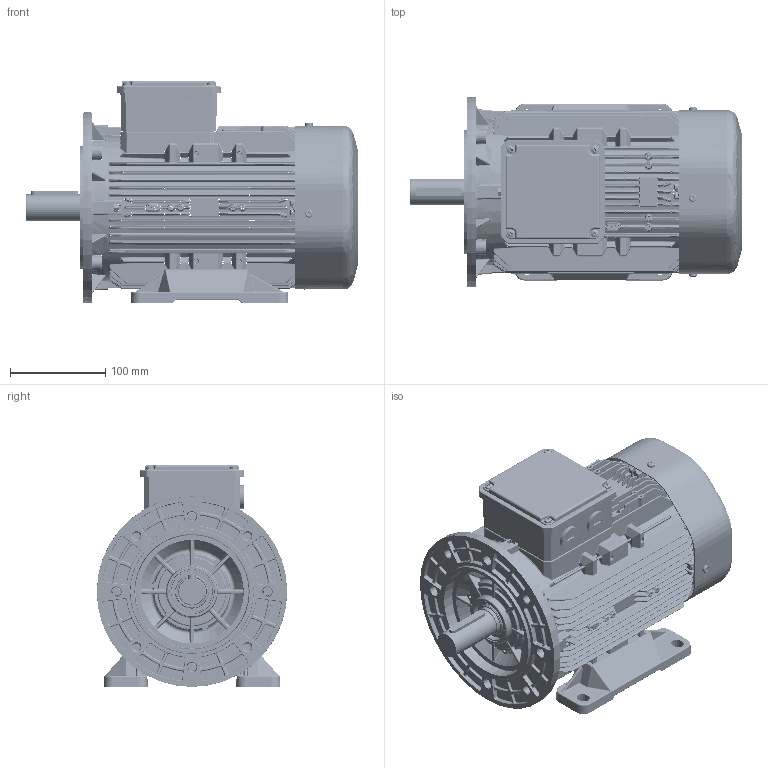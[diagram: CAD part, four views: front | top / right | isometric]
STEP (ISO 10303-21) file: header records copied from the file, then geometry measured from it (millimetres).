
FILE_DESCRIPTION(/* description */ (''),/* implementation_level */ '2;1');
FILE_NAME(/* name */ '_QHS Series_ 100_B34b_stp.stp',/* time_stamp */ '2024-07-30T12:38:31+03:00',/* author */ (''),/* organization */ (''),/* preprocessor_version */ 'ST-DEVELOPER v18.102',/* originating_system */ 'SIEMENS PLM Software NX2206.8101',/* authorisation */ '');
FILE_SCHEMA (('AUTOMOTIVE_DESIGN { 1 0 10303 214 3 1 1 1 }'));
Products named in the file (1): _QHS Series_ 100_B34b_stp_objects
Bounding box: 349.04 x 200.35 x 233.22 mm (x, y, z)
Surface area: 705660 mm2 (no closed solid volume)
Topology: 0 solids, 123 shells, 6870 faces, 21856 edges, 14061 vertices
Faces by surface type: cylinder 3039, plane 1649, torus 1373, bspline 474, cone 224, sphere 111
Full cylindrical faces by diameter (mm): 3.5 x3, 5 x4, 8 x7, 9 x4, 9.874 x1, 10 x1, 25 x2, 27.5 x1, 27.6 x1, 28 x1, 30 x1, 130 x1
Entity records: 260688 total; most frequent: CARTESIAN_POINT 88885, ORIENTED_EDGE 34165, DIRECTION 31544, EDGE_CURVE 21462, VERTEX_POINT 13977, AXIS2_PLACEMENT_3D 12148, B_SPLINE_CURVE_WITH_KNOTS 8219, LINE 7248
